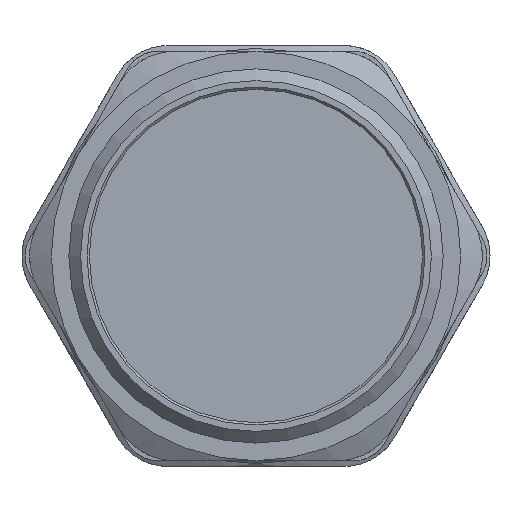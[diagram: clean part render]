
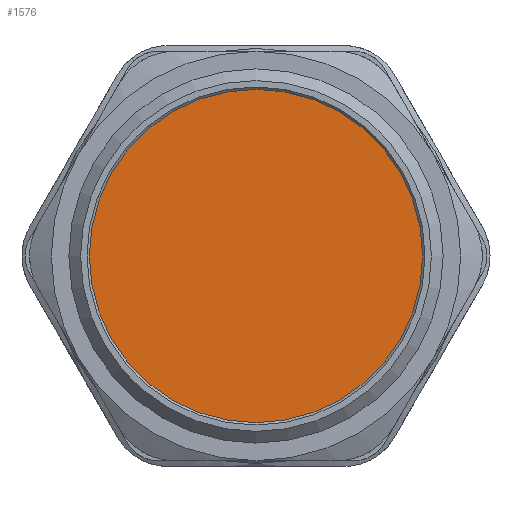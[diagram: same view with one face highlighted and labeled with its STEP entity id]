
A CAD part, front view. The second image highlights one B-rep face of the part: STEP entity #1576.
In plain terms, the highlighted planar face has unit normal (0, -1, 0).
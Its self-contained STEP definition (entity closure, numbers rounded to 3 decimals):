
#203=FACE_OUTER_BOUND('',#297,.T.);
#297=EDGE_LOOP('',(#987));
#542=CIRCLE('',#1700,14.25);
#595=VERTEX_POINT('',#2196);
#750=EDGE_CURVE('',#595,#595,#542,.T.);
#987=ORIENTED_EDGE('',*,*,#750,.F.);
#1449=PLANE('',#1699);
#1576=ADVANCED_FACE('',(#203),#1449,.F.);
#1699=AXIS2_PLACEMENT_3D('',#2195,#1850,#1851);
#1700=AXIS2_PLACEMENT_3D('',#2197,#1852,#1853);
#1850=DIRECTION('center_axis',(0.,1.,0.));
#1851=DIRECTION('ref_axis',(0.,0.,1.));
#1852=DIRECTION('center_axis',(0.,1.,0.));
#1853=DIRECTION('ref_axis',(1.,0.,0.));
#2195=CARTESIAN_POINT('Origin',(-2.417,-12.651,0.));
#2196=CARTESIAN_POINT('',(-16.667,-12.651,0.));
#2197=CARTESIAN_POINT('Origin',(-2.417,-12.651,0.));
